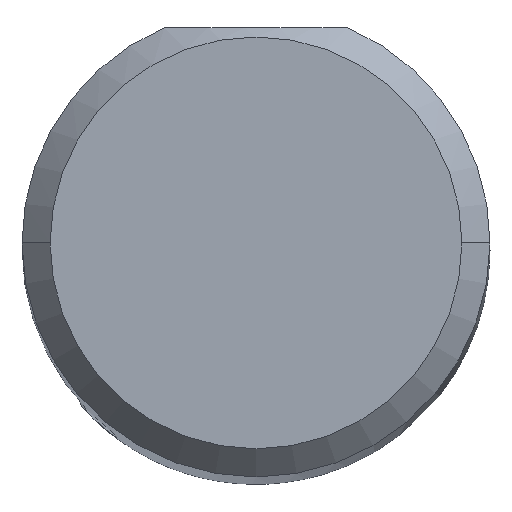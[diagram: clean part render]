
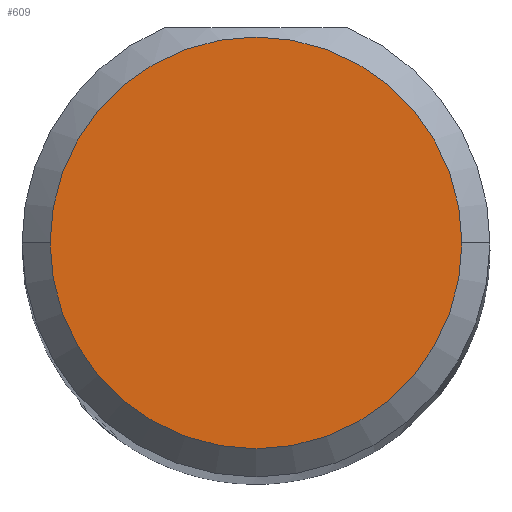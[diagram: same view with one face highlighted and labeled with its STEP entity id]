
A CAD part, top view. The second image highlights one B-rep face of the part: STEP entity #609.
In plain terms, the highlighted planar face has unit normal (0, 0, 1).
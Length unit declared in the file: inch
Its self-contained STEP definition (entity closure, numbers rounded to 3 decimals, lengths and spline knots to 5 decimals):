
#9 = DIRECTION ( 'NONE',  ( 1., 0., 0. ) ) ;
#11 = DIRECTION ( 'NONE',  ( 1., 0., 0. ) ) ;
#26 = AXIS2_PLACEMENT_3D ( 'NONE', #227, #692, #11 ) ;
#39 = ORIENTED_EDGE ( 'NONE', *, *, #255, .T. ) ;
#45 = ORIENTED_EDGE ( 'NONE', *, *, #240, .T. ) ;
#63 = FACE_OUTER_BOUND ( 'NONE', #353, .T. ) ;
#107 = AXIS2_PLACEMENT_3D ( 'NONE', #461, #129, #9 ) ;
#129 = DIRECTION ( 'NONE',  ( 0., 0., 1. ) ) ;
#134 = VERTEX_POINT ( 'NONE', #550 ) ;
#220 = DIRECTION ( 'NONE',  ( 0., 0., 1. ) ) ;
#227 = CARTESIAN_POINT ( 'NONE',  ( 0., 0., 2.5 ) ) ;
#229 = DIRECTION ( 'NONE',  ( 1., 0., 0. ) ) ;
#231 = VERTEX_POINT ( 'NONE', #511 ) ;
#240 = EDGE_CURVE ( 'NONE', #134, #231, #647, .T. ) ;
#255 = EDGE_CURVE ( 'NONE', #231, #134, #281, .T. ) ;
#281 = CIRCLE ( 'NONE', #107, 0.11 ) ;
#353 = EDGE_LOOP ( 'NONE', ( #39, #45 ) ) ;
#354 = CARTESIAN_POINT ( 'NONE',  ( 0., 0., 2.5 ) ) ;
#431 = AXIS2_PLACEMENT_3D ( 'NONE', #354, #220, #229 ) ;
#461 = CARTESIAN_POINT ( 'NONE',  ( 0., 0., 2.5 ) ) ;
#511 = CARTESIAN_POINT ( 'NONE',  ( -0.11, 0., 2.5 ) ) ;
#550 = CARTESIAN_POINT ( 'NONE',  ( 0.11, 0., 2.5 ) ) ;
#609 = ADVANCED_FACE ( 'NONE', ( #63 ), #733, .T. ) ;
#647 = CIRCLE ( 'NONE', #431, 0.11 ) ;
#692 = DIRECTION ( 'NONE',  ( 0., 0., 1. ) ) ;
#733 = PLANE ( 'NONE',  #26 ) ;
